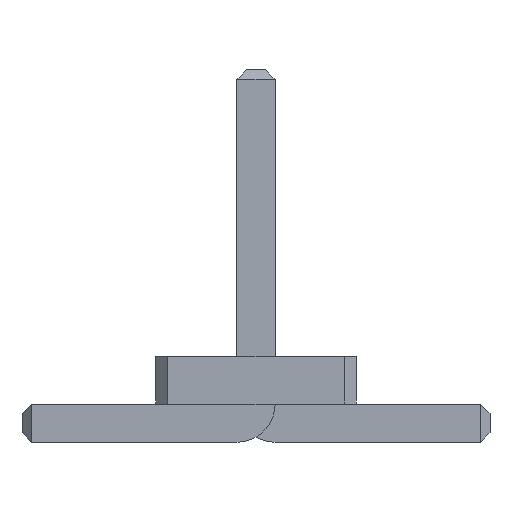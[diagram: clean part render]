
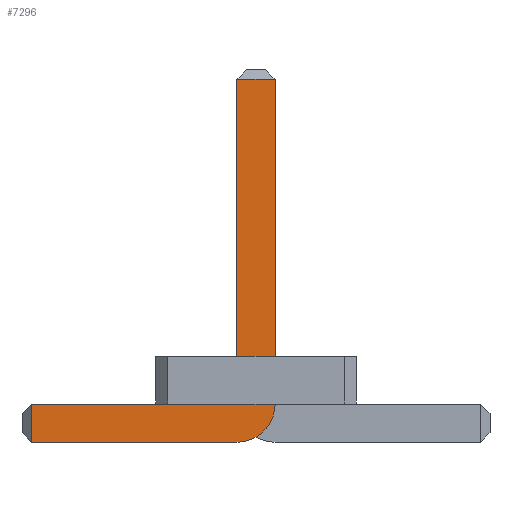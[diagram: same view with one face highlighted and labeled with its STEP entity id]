
A CAD part, front view. The second image highlights one B-rep face of the part: STEP entity #7296.
In plain terms, the highlighted planar face has unit normal (0, -1, 0).
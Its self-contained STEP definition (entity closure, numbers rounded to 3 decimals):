
#56=DIRECTION('',(0.,-1.,0.));
#67=DIRECTION('',(1.,0.,0.));
#1523=VECTOR('',#67,1.);
#1576=DIRECTION('',(-1.,0.,0.));
#3029=VECTOR('',#1576,1.);
#3241=DIRECTION('',(0.,0.,-1.));
#3260=VECTOR('',#3241,1.);
#7125=VECTOR('',#7126,1.);
#7126=DIRECTION('',(0.,0.,1.));
#7148=DIRECTION('',(-0.,-1.,-0.));
#7155=VERTEX_POINT('',#7156);
#7156=CARTESIAN_POINT('',(-2.35,-16.075,0.));
#7159=ORIENTED_EDGE('',*,*,#7160,.T.);
#7160=EDGE_CURVE('',#7155,#7161,#7163,.T.);
#7161=VERTEX_POINT('',#7162);
#7162=CARTESIAN_POINT('',(-0.2,-16.075,0.));
#7163=LINE('',#7164,#1523);
#7164=CARTESIAN_POINT('',(-2.45,-16.075,0.));
#7197=VERTEX_POINT('',#7198);
#7198=CARTESIAN_POINT('',(0.2,-16.075,0.4));
#7201=EDGE_CURVE('',#7161,#7197,#7202,.T.);
#7202=CIRCLE('',#7203,0.4);
#7203=AXIS2_PLACEMENT_3D('',#7204,#56,#3241);
#7204=CARTESIAN_POINT('',(-0.2,-16.075,0.4));
#7212=VERTEX_POINT('',#7204);
#7214=ORIENTED_EDGE('',*,*,#7215,.T.);
#7215=EDGE_CURVE('',#7212,#7216,#7218,.T.);
#7216=VERTEX_POINT('',#7217);
#7217=CARTESIAN_POINT('',(-2.35,-16.075,0.4));
#7218=LINE('',#7204,#3029);
#7228=ORIENTED_EDGE('',*,*,#7229,.T.);
#7229=EDGE_CURVE('',#7197,#7230,#7232,.T.);
#7230=VERTEX_POINT('',#7231);
#7231=CARTESIAN_POINT('',(0.2,-16.075,3.8));
#7232=LINE('',#7233,#7125);
#7233=CARTESIAN_POINT('',(0.2,-16.075,0.));
#7246=VERTEX_POINT('',#7247);
#7247=CARTESIAN_POINT('',(-0.2,-16.075,3.8));
#7249=ORIENTED_EDGE('',*,*,#7250,.T.);
#7250=EDGE_CURVE('',#7246,#7212,#7251,.T.);
#7251=LINE('',#7252,#3260);
#7252=CARTESIAN_POINT('',(-0.2,-16.075,3.9));
#7296=ADVANCED_FACE('',(#7297),#7306,.T.);
#7297=FACE_BOUND('',#7298,.T.);
#7298=EDGE_LOOP('',(#7159,#7299,#7228,#7300,#7249,#7214,#7303));
#7299=ORIENTED_EDGE('',*,*,#7201,.T.);
#7300=ORIENTED_EDGE('',*,*,#7301,.T.);
#7301=EDGE_CURVE('',#7230,#7246,#7302,.T.);
#7302=LINE('',#7231,#3029);
#7303=ORIENTED_EDGE('',*,*,#7304,.T.);
#7304=EDGE_CURVE('',#7216,#7155,#7305,.T.);
#7305=LINE('',#7217,#3260);
#7306=PLANE('',#7307);
#7307=AXIS2_PLACEMENT_3D('',#7308,#7148,#3241);
#7308=CARTESIAN_POINT('',(-0.524,-16.075,1.349));
